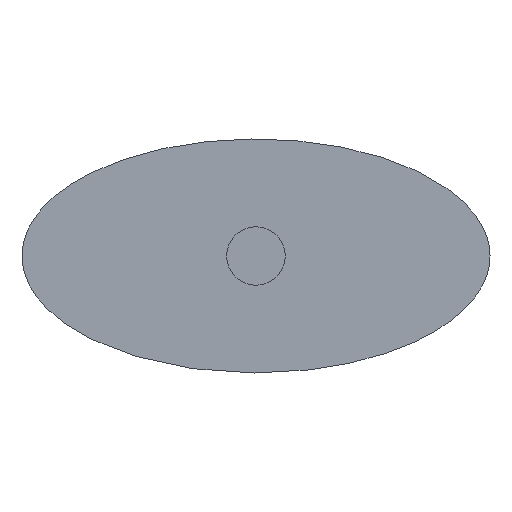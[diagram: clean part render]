
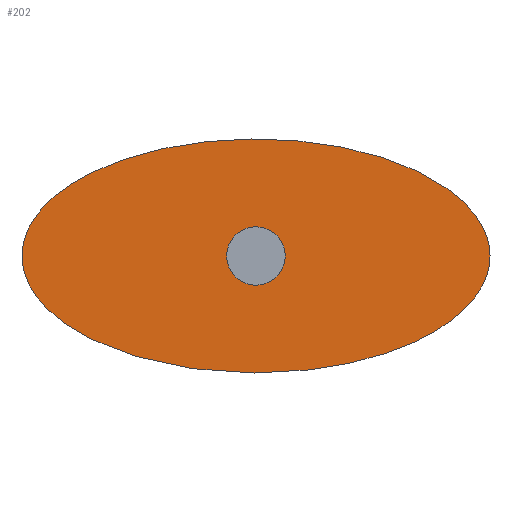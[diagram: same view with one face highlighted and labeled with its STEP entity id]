
A CAD part, front view. The second image highlights one B-rep face of the part: STEP entity #202.
In plain terms, the highlighted planar face has unit normal (0, -1, 0).
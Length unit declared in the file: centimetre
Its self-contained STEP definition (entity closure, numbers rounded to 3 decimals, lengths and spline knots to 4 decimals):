
#104=ELLIPSE('',#212,6.,3.);
#120=PLANE('',#213);
#122=VERTEX_POINT('',#237);
#128=VERTEX_POINT('',#786);
#130=CIRCLE('',#205,0.75);
#135=EDGE_CURVE('',#122,#122,#130,.T.);
#145=EDGE_CURVE('',#128,#128,#104,.T.);
#168=ORIENTED_EDGE('',*,*,#135,.T.);
#169=ORIENTED_EDGE('',*,*,#145,.F.);
#180=EDGE_LOOP('',(#168));
#181=EDGE_LOOP('',(#169));
#192=FACE_BOUND('',#180,.T.);
#193=FACE_BOUND('',#181,.T.);
#202=ADVANCED_FACE('',(#192,#193),#120,.F.);
#205=AXIS2_PLACEMENT_3D('',#236,#218,#219);
#212=AXIS2_PLACEMENT_3D('',#787,#230,#231);
#213=AXIS2_PLACEMENT_3D('',#788,#232,$);
#218=DIRECTION('',(0.,1.,0.));
#219=DIRECTION('',(0.,0.,0.75));
#230=DIRECTION('',(0.,1.,0.));
#231=DIRECTION('',(6.,0.,0.));
#232=DIRECTION('',(0.,1.,0.));
#236=CARTESIAN_POINT('',(0.,0.,0.));
#237=CARTESIAN_POINT('',(0.,0.,0.75));
#786=CARTESIAN_POINT('',(6.,0.,0.));
#787=CARTESIAN_POINT('',(0.,0.,0.));
#788=CARTESIAN_POINT('',(0.,0.,0.));
